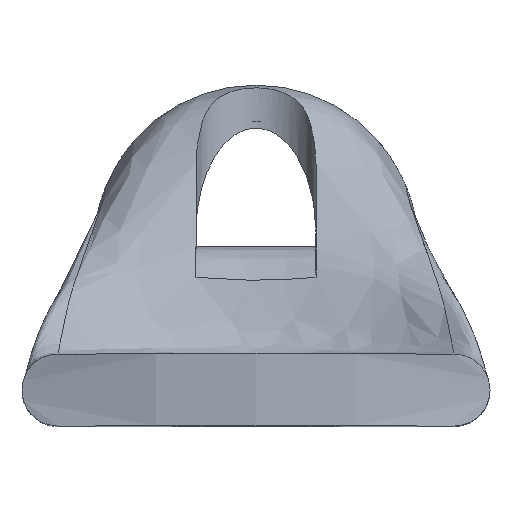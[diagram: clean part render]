
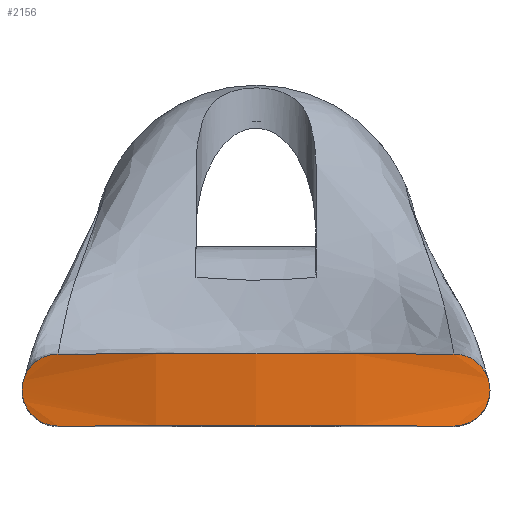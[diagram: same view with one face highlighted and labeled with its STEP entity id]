
A CAD part, top view. The second image highlights one B-rep face of the part: STEP entity #2156.
In plain terms, the highlighted cylindrical face has radius 60 mm (diameter 120 mm), a partial arc.
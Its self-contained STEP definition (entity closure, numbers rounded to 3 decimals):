
#2071=CARTESIAN_POINT('',(0.0,-15.0,-2.623));
#2072=DIRECTION('',(0.0,1.0,0.0));
#2073=DIRECTION('',(-0.325,0.0,0.946));
#2074=AXIS2_PLACEMENT_3D('',#2071,#2072,#2073);
#2075=CYLINDRICAL_SURFACE('',#2074,60.);
#2076=CARTESIAN_POINT('',(-16.5,-15.0,55.064));
#2077=VERTEX_POINT('',#2076);
#2078=CARTESIAN_POINT('',(-19.5,-12.,54.12));
#2079=VERTEX_POINT('',#2078);
#2080=CARTESIAN_POINT('',(-16.5,-15.0,55.064));
#2081=CARTESIAN_POINT('',(-16.88,-15.0,54.955));
#2082=CARTESIAN_POINT('',(-17.285,-14.924,54.835));
#2083=CARTESIAN_POINT('',(-18.03,-14.612,54.605));
#2084=CARTESIAN_POINT('',(-18.371,-14.376,54.496));
#2085=CARTESIAN_POINT('',(-18.898,-13.84,54.324));
#2086=CARTESIAN_POINT('',(-19.124,-13.508,54.248));
#2087=CARTESIAN_POINT('',(-19.425,-12.776,54.146));
#2088=CARTESIAN_POINT('',(-19.5,-12.376,54.12));
#2089=CARTESIAN_POINT('',(-19.5,-12.,54.12));
#2090=B_SPLINE_CURVE_WITH_KNOTS('',3,(#2080,#2081,#2082,#2083,#2084,#2085,#2086,#2087,#2088,#2089),.UNSPECIFIED.,.F.,.U.,(4,2,2,2,4),(0.46,0.578,0.697,0.81,0.923),.UNSPECIFIED.);
#2091=EDGE_CURVE('',#2077,#2079,#2090,.T.);
#2092=ORIENTED_EDGE('',*,*,#2091,.F.);
#2093=CARTESIAN_POINT('',(16.5,-15.0,55.064));
#2094=VERTEX_POINT('',#2093);
#2095=CARTESIAN_POINT('',(0.0,-15.0,-2.623));
#2096=DIRECTION('',(0.0,1.,0.0));
#2097=DIRECTION('',(-0.325,0.0,0.946));
#2098=AXIS2_PLACEMENT_3D('',#2095,#2096,#2097);
#2099=CIRCLE('',#2098,60.);
#2100=EDGE_CURVE('',#2077,#2094,#2099,.T.);
#2101=ORIENTED_EDGE('',*,*,#2100,.T.);
#2102=CARTESIAN_POINT('',(19.5,-12.,54.12));
#2103=VERTEX_POINT('',#2102);
#2104=CARTESIAN_POINT('',(19.5,-12.,54.12));
#2105=CARTESIAN_POINT('',(19.5,-12.376,54.12));
#2106=CARTESIAN_POINT('',(19.425,-12.776,54.146));
#2107=CARTESIAN_POINT('',(19.124,-13.508,54.248));
#2108=CARTESIAN_POINT('',(18.898,-13.84,54.324));
#2109=CARTESIAN_POINT('',(18.371,-14.376,54.496));
#2110=CARTESIAN_POINT('',(18.03,-14.612,54.605));
#2111=CARTESIAN_POINT('',(17.285,-14.924,54.835));
#2112=CARTESIAN_POINT('',(16.88,-15.0,54.955));
#2113=CARTESIAN_POINT('',(16.5,-15.0,55.064));
#2114=B_SPLINE_CURVE_WITH_KNOTS('',3,(#2104,#2105,#2106,#2107,#2108,#2109,#2110,#2111,#2112,#2113),.UNSPECIFIED.,.F.,.U.,(4,2,2,2,4),(0.923,1.035,1.148,1.267,1.385),.UNSPECIFIED.);
#2115=EDGE_CURVE('',#2103,#2094,#2114,.T.);
#2116=ORIENTED_EDGE('',*,*,#2115,.F.);
#2117=CARTESIAN_POINT('',(16.5,-9.0,55.064));
#2118=VERTEX_POINT('',#2117);
#2119=CARTESIAN_POINT('',(16.5,-9.,55.064));
#2120=CARTESIAN_POINT('',(16.88,-9.,54.955));
#2121=CARTESIAN_POINT('',(17.285,-9.076,54.835));
#2122=CARTESIAN_POINT('',(18.03,-9.388,54.605));
#2123=CARTESIAN_POINT('',(18.371,-9.624,54.496));
#2124=CARTESIAN_POINT('',(18.898,-10.16,54.324));
#2125=CARTESIAN_POINT('',(19.124,-10.492,54.248));
#2126=CARTESIAN_POINT('',(19.425,-11.224,54.146));
#2127=CARTESIAN_POINT('',(19.5,-11.624,54.12));
#2128=CARTESIAN_POINT('',(19.5,-12.,54.12));
#2129=B_SPLINE_CURVE_WITH_KNOTS('',3,(#2119,#2120,#2121,#2122,#2123,#2124,#2125,#2126,#2127,#2128),.UNSPECIFIED.,.F.,.U.,(4,2,2,2,4),(1.382,1.501,1.619,1.732,1.845),.UNSPECIFIED.);
#2130=EDGE_CURVE('',#2118,#2103,#2129,.T.);
#2131=ORIENTED_EDGE('',*,*,#2130,.F.);
#2132=CARTESIAN_POINT('',(-16.5,-9.0,55.064));
#2133=VERTEX_POINT('',#2132);
#2134=CARTESIAN_POINT('',(0.0,-9.0,-2.623));
#2135=DIRECTION('',(0.0,-1.,0.0));
#2136=DIRECTION('',(-0.325,0.0,0.946));
#2137=AXIS2_PLACEMENT_3D('',#2134,#2135,#2136);
#2138=CIRCLE('',#2137,60.);
#2139=EDGE_CURVE('',#2118,#2133,#2138,.T.);
#2140=ORIENTED_EDGE('',*,*,#2139,.T.);
#2141=CARTESIAN_POINT('',(-19.5,-12.,54.12));
#2142=CARTESIAN_POINT('',(-19.5,-11.624,54.12));
#2143=CARTESIAN_POINT('',(-19.425,-11.224,54.146));
#2144=CARTESIAN_POINT('',(-19.124,-10.492,54.248));
#2145=CARTESIAN_POINT('',(-18.898,-10.16,54.324));
#2146=CARTESIAN_POINT('',(-18.371,-9.624,54.496));
#2147=CARTESIAN_POINT('',(-18.03,-9.388,54.605));
#2148=CARTESIAN_POINT('',(-17.285,-9.076,54.835));
#2149=CARTESIAN_POINT('',(-16.88,-9.,54.955));
#2150=CARTESIAN_POINT('',(-16.5,-9.,55.064));
#2151=B_SPLINE_CURVE_WITH_KNOTS('',3,(#2141,#2142,#2143,#2144,#2145,#2146,#2147,#2148,#2149,#2150),.UNSPECIFIED.,.F.,.U.,(4,2,2,2,4),(1.845,1.958,2.071,2.189,2.308),.UNSPECIFIED.);
#2152=EDGE_CURVE('',#2079,#2133,#2151,.T.);
#2153=ORIENTED_EDGE('',*,*,#2152,.F.);
#2154=EDGE_LOOP('',(#2092,#2101,#2116,#2131,#2140,#2153));
#2155=FACE_OUTER_BOUND('',#2154,.T.);
#2156=ADVANCED_FACE('',(#2155),#2075,.T.);
